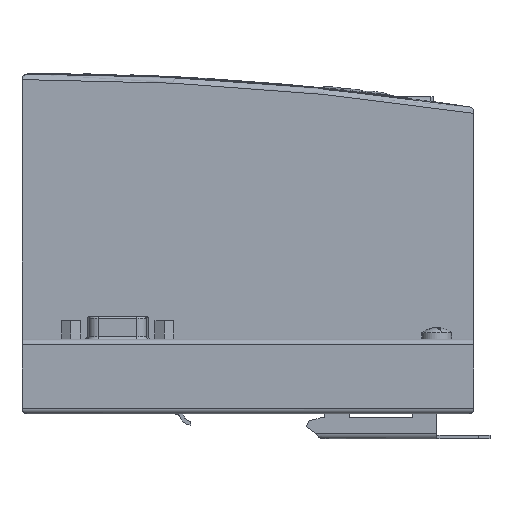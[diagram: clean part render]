
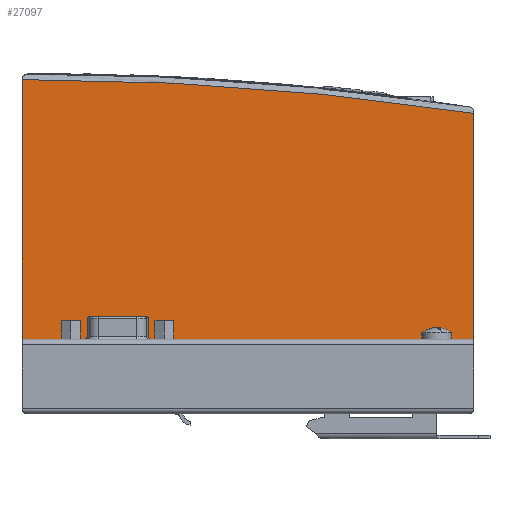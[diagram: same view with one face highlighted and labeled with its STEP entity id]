
A CAD part, left-side view. The second image highlights one B-rep face of the part: STEP entity #27097.
In plain terms, the highlighted planar face has unit normal (-1, 0, 0).
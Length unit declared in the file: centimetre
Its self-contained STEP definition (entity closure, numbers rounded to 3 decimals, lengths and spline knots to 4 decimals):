
#1133=PLANE('',#28915);
#2679=VECTOR('',#32698,1.);
#2682=VECTOR('',#32702,1.);
#2683=VECTOR('',#32705,1.);
#5450=LINE('',#39890,#2679);
#5453=LINE('',#39896,#2682);
#5454=LINE('',#39900,#2683);
#8190=VERTEX_POINT('',#39885);
#8191=VERTEX_POINT('',#39887);
#8192=VERTEX_POINT('',#39891);
#8194=VERTEX_POINT('',#39897);
#8195=VERTEX_POINT('',#39899);
#8196=VERTEX_POINT('',#39901);
#10336=CIRCLE('',#28913,0.15);
#10337=CIRCLE('',#28916,79.85);
#10338=CIRCLE('',#28917,0.15);
#12236=EDGE_CURVE('',#8190,#8191,#10336,.T.);
#12238=EDGE_CURVE('',#8191,#8192,#5450,.T.);
#12241=EDGE_CURVE('',#8194,#8190,#5453,.T.);
#12242=EDGE_CURVE('',#8195,#8194,#10337,.T.);
#12243=EDGE_CURVE('',#8196,#8195,#5454,.T.);
#12244=EDGE_CURVE('',#8192,#8196,#10338,.T.);
#17555=ORIENTED_EDGE('',*,*,#12236,.F.);
#17556=ORIENTED_EDGE('',*,*,#12241,.F.);
#17557=ORIENTED_EDGE('',*,*,#12242,.F.);
#17558=ORIENTED_EDGE('',*,*,#12243,.F.);
#17559=ORIENTED_EDGE('',*,*,#12244,.F.);
#17560=ORIENTED_EDGE('',*,*,#12238,.F.);
#23790=EDGE_LOOP('',(#17555,#17556,#17557,#17558,#17559,#17560));
#25457=FACE_BOUND('',#23790,.T.);
#27097=ADVANCED_FACE('',(#25457),#1133,.F.);
#28913=AXIS2_PLACEMENT_3D('',#39886,#32694,#32695);
#28915=AXIS2_PLACEMENT_3D('',#39895,#32701,$);
#28916=AXIS2_PLACEMENT_3D('',#39898,#32703,#32704);
#28917=AXIS2_PLACEMENT_3D('',#39902,#32706,#32707);
#32694=DIRECTION('',(1.,0.,0.));
#32695=DIRECTION('',(0.,-0.106,-0.106));
#32698=DIRECTION('',(0.,1.,0.));
#32701=DIRECTION('',(1.,0.,0.));
#32702=DIRECTION('',(0.,0.,-1.));
#32703=DIRECTION('',(1.,0.,0.));
#32704=DIRECTION('',(0.,-5.923,79.63));
#32705=DIRECTION('',(0.,0.,1.));
#32706=DIRECTION('',(1.,0.,0.));
#32707=DIRECTION('',(0.,0.106,-0.106));
#39885=CARTESIAN_POINT('',(-2.9,-6.05,0.15));
#39886=CARTESIAN_POINT('',(-2.9,-5.9,0.15));
#39887=CARTESIAN_POINT('',(-2.9,-5.9,0.));
#39890=CARTESIAN_POINT('',(-2.9,-6.05,0.));
#39891=CARTESIAN_POINT('',(-2.9,5.9,0.));
#39895=CARTESIAN_POINT('',(-2.9,0.1281,4.3749));
#39896=CARTESIAN_POINT('',(-2.9,-6.05,8.2));
#39897=CARTESIAN_POINT('',(-2.9,-6.05,8.0483));
#39898=CARTESIAN_POINT('',(-2.9,5.9169,-70.8999));
#39899=CARTESIAN_POINT('',(-2.9,6.05,8.95));
#39900=CARTESIAN_POINT('',(-2.9,6.05,0.));
#39901=CARTESIAN_POINT('',(-2.9,6.05,0.15));
#39902=CARTESIAN_POINT('',(-2.9,5.9,0.15));
